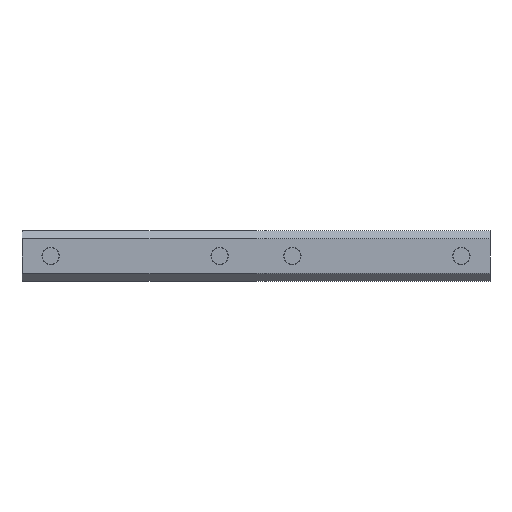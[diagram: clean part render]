
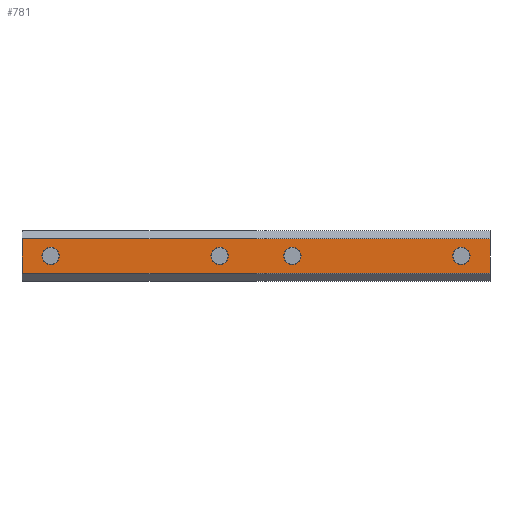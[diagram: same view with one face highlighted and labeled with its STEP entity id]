
A CAD part, left-side view. The second image highlights one B-rep face of the part: STEP entity #781.
In plain terms, the highlighted planar face has unit normal (-1, 0, 0).
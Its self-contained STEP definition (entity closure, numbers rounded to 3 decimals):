
#9 = CIRCLE ( 'NONE', #127, 3.324 ) ;
#15 = EDGE_CURVE ( 'NONE', #2856, #1723, #401, .T. ) ;
#22 = VERTEX_POINT ( 'NONE', #2026 ) ;
#42 = CARTESIAN_POINT ( 'NONE',  ( -5.3, -79., 0. ) ) ;
#75 = AXIS2_PLACEMENT_3D ( 'NONE', #82, #1695, #2419 ) ;
#82 = CARTESIAN_POINT ( 'NONE',  ( -5.3, -14., 0. ) ) ;
#110 = CARTESIAN_POINT ( 'NONE',  ( -5.3, -79., 3.323 ) ) ;
#127 = AXIS2_PLACEMENT_3D ( 'NONE', #1634, #238, #2554 ) ;
#128 = ORIENTED_EDGE ( 'NONE', *, *, #2097, .T. ) ;
#147 = CARTESIAN_POINT ( 'NONE',  ( -5.3, -79., 0. ) ) ;
#153 = CARTESIAN_POINT ( 'NONE',  ( -5.3, 79., -3.324 ) ) ;
#164 = DIRECTION ( 'NONE',  ( 1., 0., 0. ) ) ;
#165 = DIRECTION ( 'NONE',  ( 1., 0., 0. ) ) ;
#166 = VERTEX_POINT ( 'NONE', #2056 ) ;
#195 = FACE_BOUND ( 'NONE', #778, .T. ) ;
#222 = AXIS2_PLACEMENT_3D ( 'NONE', #2746, #165, #1081 ) ;
#237 = FACE_BOUND ( 'NONE', #1522, .T. ) ;
#238 = DIRECTION ( 'NONE',  ( 1., 0., 0. ) ) ;
#241 = CARTESIAN_POINT ( 'NONE',  ( -5.3, 14., 3.323 ) ) ;
#253 = CARTESIAN_POINT ( 'NONE',  ( -5.3, 79., 0. ) ) ;
#259 = ORIENTED_EDGE ( 'NONE', *, *, #577, .T. ) ;
#277 = DIRECTION ( 'NONE',  ( 1., 0., 0. ) ) ;
#289 = DIRECTION ( 'NONE',  ( 0., 0., -1. ) ) ;
#401 = CIRCLE ( 'NONE', #222, 3.324 ) ;
#417 = EDGE_LOOP ( 'NONE', ( #1829, #1719 ) ) ;
#430 = LINE ( 'NONE', #1616, #2312 ) ;
#474 = EDGE_CURVE ( 'NONE', #1723, #2856, #865, .T. ) ;
#489 = LINE ( 'NONE', #1014, #851 ) ;
#577 = EDGE_CURVE ( 'NONE', #1238, #702, #1417, .T. ) ;
#603 = CARTESIAN_POINT ( 'NONE',  ( -5.3, 90., 6.584 ) ) ;
#616 = DIRECTION ( 'NONE',  ( 0., 0., -1. ) ) ;
#670 = CARTESIAN_POINT ( 'NONE',  ( -5.3, 14., -3.324 ) ) ;
#702 = VERTEX_POINT ( 'NONE', #2033 ) ;
#737 = EDGE_CURVE ( 'NONE', #702, #1238, #1440, .T. ) ;
#778 = EDGE_LOOP ( 'NONE', ( #2799, #259 ) ) ;
#781 = ADVANCED_FACE ( 'NONE', ( #1422, #802, #195, #237, #2027 ), #1057, .T. ) ;
#802 = FACE_BOUND ( 'NONE', #1545, .T. ) ;
#851 = VECTOR ( 'NONE', #2182, 1000. ) ;
#865 = CIRCLE ( 'NONE', #75, 3.324 ) ;
#950 = VERTEX_POINT ( 'NONE', #670 ) ;
#965 = LINE ( 'NONE', #2868, #2379 ) ;
#986 = EDGE_CURVE ( 'NONE', #166, #22, #430, .T. ) ;
#1005 = VERTEX_POINT ( 'NONE', #1352 ) ;
#1014 = CARTESIAN_POINT ( 'NONE',  ( -5.3, -90., -6.584 ) ) ;
#1057 = PLANE ( 'NONE',  #1174 ) ;
#1062 = VERTEX_POINT ( 'NONE', #241 ) ;
#1076 = DIRECTION ( 'NONE',  ( 0., 0., -1. ) ) ;
#1081 = DIRECTION ( 'NONE',  ( 0., 0., -1. ) ) ;
#1102 = DIRECTION ( 'NONE',  ( -1., 0., 0. ) ) ;
#1138 = EDGE_CURVE ( 'NONE', #1648, #166, #965, .T. ) ;
#1174 = AXIS2_PLACEMENT_3D ( 'NONE', #2973, #1102, #1340 ) ;
#1215 = DIRECTION ( 'NONE',  ( 0., 0., -1. ) ) ;
#1217 = CIRCLE ( 'NONE', #1615, 3.324 ) ;
#1238 = VERTEX_POINT ( 'NONE', #110 ) ;
#1277 = EDGE_LOOP ( 'NONE', ( #2779, #2112, #128, #2099 ) ) ;
#1284 = ORIENTED_EDGE ( 'NONE', *, *, #2047, .T. ) ;
#1294 = CIRCLE ( 'NONE', #1872, 3.324 ) ;
#1311 = EDGE_CURVE ( 'NONE', #950, #1062, #2713, .T. ) ;
#1313 = CARTESIAN_POINT ( 'NONE',  ( -5.3, -14., 3.323 ) ) ;
#1340 = DIRECTION ( 'NONE',  ( 0., 0., 1. ) ) ;
#1352 = CARTESIAN_POINT ( 'NONE',  ( -5.3, 79., 3.323 ) ) ;
#1417 = CIRCLE ( 'NONE', #2831, 3.324 ) ;
#1422 = FACE_BOUND ( 'NONE', #417, .T. ) ;
#1440 = CIRCLE ( 'NONE', #1653, 3.324 ) ;
#1468 = EDGE_CURVE ( 'NONE', #1591, #1005, #9, .T. ) ;
#1522 = EDGE_LOOP ( 'NONE', ( #2444, #1983 ) ) ;
#1539 = DIRECTION ( 'NONE',  ( 0., 0., -1. ) ) ;
#1545 = EDGE_LOOP ( 'NONE', ( #2196, #1284 ) ) ;
#1561 = CARTESIAN_POINT ( 'NONE',  ( -5.3, -14., -3.324 ) ) ;
#1585 = EDGE_CURVE ( 'NONE', #1062, #950, #1217, .T. ) ;
#1591 = VERTEX_POINT ( 'NONE', #153 ) ;
#1615 = AXIS2_PLACEMENT_3D ( 'NONE', #2668, #2692, #1539 ) ;
#1616 = CARTESIAN_POINT ( 'NONE',  ( -5.3, 0., -6.584 ) ) ;
#1634 = CARTESIAN_POINT ( 'NONE',  ( -5.3, 79., 0. ) ) ;
#1648 = VERTEX_POINT ( 'NONE', #603 ) ;
#1653 = AXIS2_PLACEMENT_3D ( 'NONE', #147, #1771, #1076 ) ;
#1695 = DIRECTION ( 'NONE',  ( 1., 0., 0. ) ) ;
#1719 = ORIENTED_EDGE ( 'NONE', *, *, #15, .T. ) ;
#1723 = VERTEX_POINT ( 'NONE', #1561 ) ;
#1771 = DIRECTION ( 'NONE',  ( 1., 0., 0. ) ) ;
#1825 = VERTEX_POINT ( 'NONE', #2769 ) ;
#1829 = ORIENTED_EDGE ( 'NONE', *, *, #474, .T. ) ;
#1872 = AXIS2_PLACEMENT_3D ( 'NONE', #253, #1884, #2111 ) ;
#1879 = VECTOR ( 'NONE', #2376, 1000. ) ;
#1884 = DIRECTION ( 'NONE',  ( 1., 0., 0. ) ) ;
#1983 = ORIENTED_EDGE ( 'NONE', *, *, #1585, .T. ) ;
#2026 = CARTESIAN_POINT ( 'NONE',  ( -5.3, -90., -6.584 ) ) ;
#2027 = FACE_OUTER_BOUND ( 'NONE', #1277, .T. ) ;
#2033 = CARTESIAN_POINT ( 'NONE',  ( -5.3, -79., -3.324 ) ) ;
#2047 = EDGE_CURVE ( 'NONE', #1005, #1591, #1294, .T. ) ;
#2056 = CARTESIAN_POINT ( 'NONE',  ( -5.3, 90., -6.584 ) ) ;
#2081 = CARTESIAN_POINT ( 'NONE',  ( -5.3, 14., 0. ) ) ;
#2097 = EDGE_CURVE ( 'NONE', #1825, #1648, #2585, .T. ) ;
#2099 = ORIENTED_EDGE ( 'NONE', *, *, #1138, .T. ) ;
#2111 = DIRECTION ( 'NONE',  ( 0., 0., -1. ) ) ;
#2112 = ORIENTED_EDGE ( 'NONE', *, *, #2297, .T. ) ;
#2182 = DIRECTION ( 'NONE',  ( 0., 0., 1. ) ) ;
#2196 = ORIENTED_EDGE ( 'NONE', *, *, #1468, .T. ) ;
#2297 = EDGE_CURVE ( 'NONE', #22, #1825, #489, .T. ) ;
#2312 = VECTOR ( 'NONE', #2739, 1000. ) ;
#2376 = DIRECTION ( 'NONE',  ( 0., 1., 0. ) ) ;
#2379 = VECTOR ( 'NONE', #1215, 1000. ) ;
#2419 = DIRECTION ( 'NONE',  ( 0., 0., -1. ) ) ;
#2444 = ORIENTED_EDGE ( 'NONE', *, *, #1311, .T. ) ;
#2554 = DIRECTION ( 'NONE',  ( 0., 0., -1. ) ) ;
#2585 = LINE ( 'NONE', #2884, #1879 ) ;
#2668 = CARTESIAN_POINT ( 'NONE',  ( -5.3, 14., 0. ) ) ;
#2692 = DIRECTION ( 'NONE',  ( 1., 0., 0. ) ) ;
#2703 = AXIS2_PLACEMENT_3D ( 'NONE', #2081, #164, #616 ) ;
#2713 = CIRCLE ( 'NONE', #2703, 3.324 ) ;
#2739 = DIRECTION ( 'NONE',  ( 0., -1., 0. ) ) ;
#2746 = CARTESIAN_POINT ( 'NONE',  ( -5.3, -14., 0. ) ) ;
#2769 = CARTESIAN_POINT ( 'NONE',  ( -5.3, -90., 6.584 ) ) ;
#2779 = ORIENTED_EDGE ( 'NONE', *, *, #986, .T. ) ;
#2799 = ORIENTED_EDGE ( 'NONE', *, *, #737, .T. ) ;
#2831 = AXIS2_PLACEMENT_3D ( 'NONE', #42, #277, #289 ) ;
#2856 = VERTEX_POINT ( 'NONE', #1313 ) ;
#2868 = CARTESIAN_POINT ( 'NONE',  ( -5.3, 90., -6.584 ) ) ;
#2884 = CARTESIAN_POINT ( 'NONE',  ( -5.3, 0., 6.584 ) ) ;
#2973 = CARTESIAN_POINT ( 'NONE',  ( -5.3, 0., -6.584 ) ) ;
